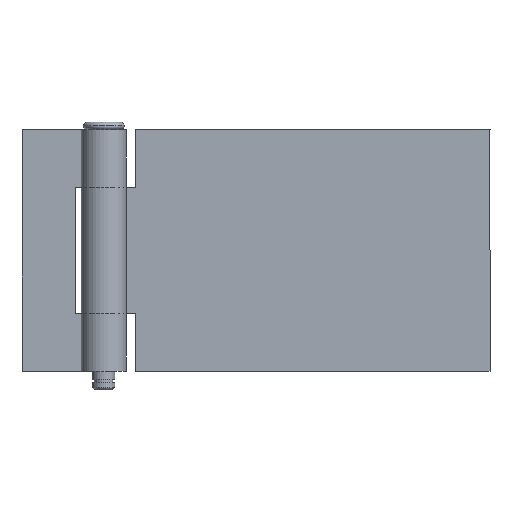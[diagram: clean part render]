
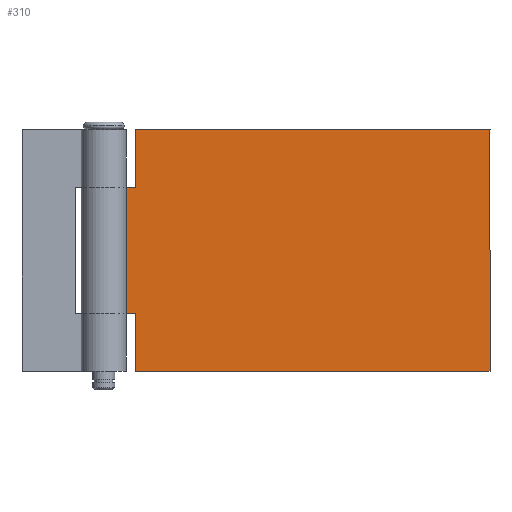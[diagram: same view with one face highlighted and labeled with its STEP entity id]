
A CAD part, top view. The second image highlights one B-rep face of the part: STEP entity #310.
In plain terms, the highlighted face is planar.
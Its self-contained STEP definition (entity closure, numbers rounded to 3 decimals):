
#259 = EDGE_CURVE ( 'NONE', #508, #475, #756, .T. ) ;
#285 = ORIENTED_EDGE ( 'NONE', *, *, #259, .T. ) ;
#286 = EDGE_CURVE ( 'NONE', #493, #312, #986, .T. ) ;
#287 = ORIENTED_EDGE ( 'NONE', *, *, #286, .T. ) ;
#294 = ORIENTED_EDGE ( 'NONE', *, *, #355, .T. ) ;
#296 = ORIENTED_EDGE ( 'NONE', *, *, #297, .T. ) ;
#297 = EDGE_CURVE ( 'NONE', #312, #434, #973, .T. ) ;
#310 = ADVANCED_FACE ( 'NONE', ( #1065 ), #1108, .F. ) ;
#312 = VERTEX_POINT ( 'NONE', #1109 ) ;
#313 = ORIENTED_EDGE ( 'NONE', *, *, #456, .F. ) ;
#340 = ORIENTED_EDGE ( 'NONE', *, *, #433, .F. ) ;
#341 = ORIENTED_EDGE ( 'NONE', *, *, #342, .T. ) ;
#342 = EDGE_CURVE ( 'NONE', #515, #354, #1159, .T. ) ;
#354 = VERTEX_POINT ( 'NONE', #1132 ) ;
#355 = EDGE_CURVE ( 'NONE', #354, #504, #1131, .T. ) ;
#390 = ORIENTED_EDGE ( 'NONE', *, *, #495, .T. ) ;
#419 = EDGE_LOOP ( 'NONE', ( #340, #341, #294, #313, #285, #390, #287, #296 ) ) ;
#433 = EDGE_CURVE ( 'NONE', #515, #434, #1398, .T. ) ;
#434 = VERTEX_POINT ( 'NONE', #1394 ) ;
#456 = EDGE_CURVE ( 'NONE', #508, #504, #1315, .T. ) ;
#475 = VERTEX_POINT ( 'NONE', #1361 ) ;
#493 = VERTEX_POINT ( 'NONE', #1214 ) ;
#495 = EDGE_CURVE ( 'NONE', #475, #493, #1213, .T. ) ;
#504 = VERTEX_POINT ( 'NONE', #1198 ) ;
#508 = VERTEX_POINT ( 'NONE', #1192 ) ;
#515 = VERTEX_POINT ( 'NONE', #1411 ) ;
#753 = DIRECTION ( 'NONE',  ( -1., 0., 0. ) ) ;
#754 = VECTOR ( 'NONE', #753, 1000. ) ;
#755 = CARTESIAN_POINT ( 'NONE',  ( 65., -3., -104. ) ) ;
#756 = LINE ( 'NONE', #755, #754 ) ;
#970 = DIRECTION ( 'NONE',  ( 0., 0., 1. ) ) ;
#971 = VECTOR ( 'NONE', #970, 1000. ) ;
#972 = CARTESIAN_POINT ( 'NONE',  ( 15.5, -3., -104. ) ) ;
#973 = LINE ( 'NONE', #972, #971 ) ;
#983 = DIRECTION ( 'NONE',  ( 1., 0., 0. ) ) ;
#984 = VECTOR ( 'NONE', #983, 1000. ) ;
#985 = CARTESIAN_POINT ( 'NONE',  ( 65., -3., -8.6 ) ) ;
#986 = LINE ( 'NONE', #985, #984 ) ;
#1065 = FACE_OUTER_BOUND ( 'NONE', #419, .T. ) ;
#1108 = PLANE ( 'NONE',  #1176 ) ;
#1109 = CARTESIAN_POINT ( 'NONE',  ( 15.5, -3., -8.6 ) ) ;
#1128 = DIRECTION ( 'NONE',  ( 1., 0., 0. ) ) ;
#1129 = VECTOR ( 'NONE', #1128, 1000. ) ;
#1130 = CARTESIAN_POINT ( 'NONE',  ( 65., -3., -8.6 ) ) ;
#1131 = LINE ( 'NONE', #1130, #1129 ) ;
#1132 = CARTESIAN_POINT ( 'NONE',  ( 49.5, -3., -8.6 ) ) ;
#1149 = DIRECTION ( 'NONE',  ( 0., 0., -1. ) ) ;
#1150 = VECTOR ( 'NONE', #1149, 1000. ) ;
#1151 = CARTESIAN_POINT ( 'NONE',  ( 49.5, -3., -104. ) ) ;
#1157 = DIRECTION ( 'NONE',  ( 0., 0., -1. ) ) ;
#1159 = LINE ( 'NONE', #1151, #1150 ) ;
#1174 = DIRECTION ( 'NONE',  ( 0., -1., 0. ) ) ;
#1175 = CARTESIAN_POINT ( 'NONE',  ( 65., -3., -104. ) ) ;
#1176 = AXIS2_PLACEMENT_3D ( 'NONE', #1175, #1174, #1157 ) ;
#1192 = CARTESIAN_POINT ( 'NONE',  ( 65., -3., -104. ) ) ;
#1198 = CARTESIAN_POINT ( 'NONE',  ( 65., -3., -8.6 ) ) ;
#1210 = DIRECTION ( 'NONE',  ( 0., 0., 1. ) ) ;
#1211 = VECTOR ( 'NONE', #1210, 1000. ) ;
#1212 = CARTESIAN_POINT ( 'NONE',  ( 0., -3., -104. ) ) ;
#1213 = LINE ( 'NONE', #1212, #1211 ) ;
#1214 = CARTESIAN_POINT ( 'NONE',  ( 0., -3., -8.6 ) ) ;
#1312 = DIRECTION ( 'NONE',  ( 0., 0., 1. ) ) ;
#1313 = VECTOR ( 'NONE', #1312, 1000. ) ;
#1314 = CARTESIAN_POINT ( 'NONE',  ( 65., -3., -104. ) ) ;
#1315 = LINE ( 'NONE', #1314, #1313 ) ;
#1361 = CARTESIAN_POINT ( 'NONE',  ( 0., -3., -104. ) ) ;
#1394 = CARTESIAN_POINT ( 'NONE',  ( 15.5, -3., -5.196 ) ) ;
#1395 = DIRECTION ( 'NONE',  ( -1., 0., 0. ) ) ;
#1396 = VECTOR ( 'NONE', #1395, 1000. ) ;
#1397 = CARTESIAN_POINT ( 'NONE',  ( 65., -3., -5.196 ) ) ;
#1398 = LINE ( 'NONE', #1397, #1396 ) ;
#1411 = CARTESIAN_POINT ( 'NONE',  ( 49.5, -3., -5.196 ) ) ;
